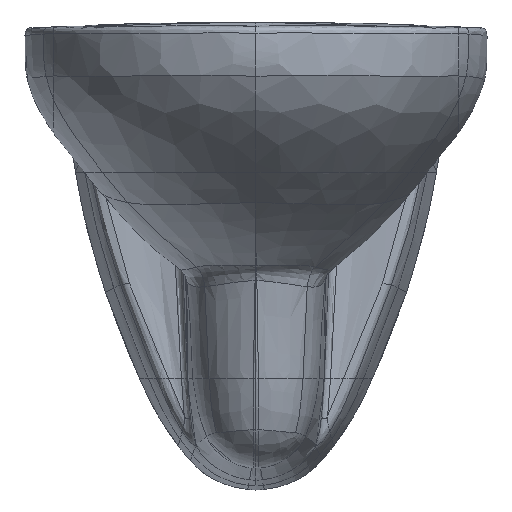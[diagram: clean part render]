
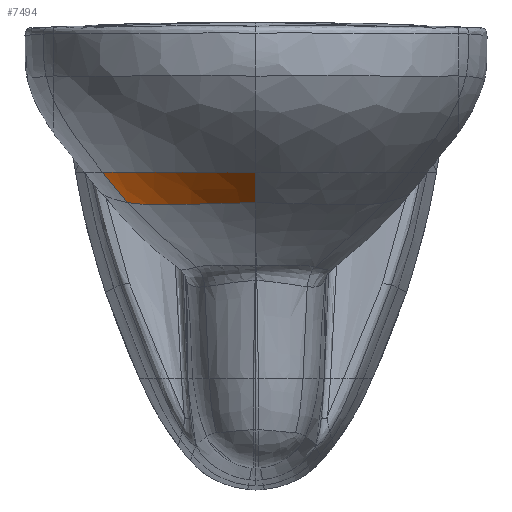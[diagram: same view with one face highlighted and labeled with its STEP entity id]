
A CAD part, front view. The second image highlights one B-rep face of the part: STEP entity #7494.
In plain terms, the highlighted free-form (B-spline) face has degree [3, 3] with [11, 6] control points.
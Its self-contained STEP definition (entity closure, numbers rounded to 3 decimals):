
#677=ORIENTED_EDGE('',*,*,#2997,.T.);
#678=ORIENTED_EDGE('',*,*,#2974,.T.);
#679=ORIENTED_EDGE('',*,*,#2998,.F.);
#680=ORIENTED_EDGE('',*,*,#2999,.F.);
#2974=EDGE_CURVE('',#4132,#4134,#4913,.F.);
#2997=EDGE_CURVE('',#4149,#4132,#4936,.T.);
#2998=EDGE_CURVE('',#4150,#4134,#4937,.F.);
#2999=EDGE_CURVE('',#4149,#4150,#4938,.F.);
#4132=VERTEX_POINT('',#18772);
#4134=VERTEX_POINT('',#18794);
#4149=VERTEX_POINT('',#19837);
#4150=VERTEX_POINT('',#19843);
#4913=B_SPLINE_CURVE_WITH_KNOTS('',3,(#18795,#18796,#18797,#18798,#18799,
#18800,#18801,#18802,#18803,#18804,#18805,#18806,#18807,#18808,#18809,#18810),
 .UNSPECIFIED.,.F.,.F.,(4,1,1,1,1,1,1,1,1,1,1,1,1,4),(0.,5.252,
10.504,21.008,42.016,63.024,84.032,
94.536,105.04,115.544,126.048,136.552,
147.056,168.063),.UNSPECIFIED.);
#4936=B_SPLINE_CURVE_WITH_KNOTS('',3,(#19832,#19833,#19834,#19835,#19836),
 .UNSPECIFIED.,.F.,.F.,(4,1,4),(0.,0.02,0.041),
 .UNSPECIFIED.);
#4937=B_SPLINE_CURVE_WITH_KNOTS('',3,(#19838,#19839,#19840,#19841,#19842),
 .UNSPECIFIED.,.F.,.F.,(4,1,4),(0.751,0.875,1.),
 .UNSPECIFIED.);
#4938=B_SPLINE_CURVE_WITH_KNOTS('',3,(#19844,#19845,#19846,#19847,#19848,
#19849,#19850,#19851,#19852,#19853,#19854,#19855),.UNSPECIFIED.,.F.,.F.,
(4,1,1,1,1,1,1,1,1,4),(-1.,-0.878,-0.756,-0.635,
-0.513,-0.391,-0.269,-0.208,
-0.147,-0.026),.UNSPECIFIED.);
#5924=EDGE_LOOP('',(#677,#678,#679,#680));
#6476=FACE_BOUND('',#5924,.T.);
#7013=B_SPLINE_SURFACE_WITH_KNOTS('',3,3,((#19766,#19767,#19768,#19769,
#19770,#19771),(#19772,#19773,#19774,#19775,#19776,#19777),(#19778,#19779,
#19780,#19781,#19782,#19783),(#19784,#19785,#19786,#19787,#19788,#19789),
(#19790,#19791,#19792,#19793,#19794,#19795),(#19796,#19797,#19798,#19799,
#19800,#19801),(#19802,#19803,#19804,#19805,#19806,#19807),(#19808,#19809,
#19810,#19811,#19812,#19813),(#19814,#19815,#19816,#19817,#19818,#19819),
(#19820,#19821,#19822,#19823,#19824,#19825),(#19826,#19827,#19828,#19829,
#19830,#19831)),.UNSPECIFIED.,.F.,.F.,.F.,(4,1,1,1,1,1,1,1,4),(4,1,1,4),
(0.02,0.125,0.25,0.375,0.5,0.625,0.75,0.875,1.),(0.724,
0.75,0.875,1.),.UNSPECIFIED.);
#7494=ADVANCED_FACE('',(#6476),#7013,.T.);
#18772=CARTESIAN_POINT('',(0.,-452.754,296.));
#18794=CARTESIAN_POINT('',(-120.055,-351.09,296.));
#18795=CARTESIAN_POINT('',(-120.055,-351.09,296.));
#18796=CARTESIAN_POINT('',(-119.466,-352.739,296.));
#18797=CARTESIAN_POINT('',(-118.253,-356.063,296.));
#18798=CARTESIAN_POINT('',(-115.729,-362.62,296.));
#18799=CARTESIAN_POINT('',(-110.963,-373.942,296.));
#18800=CARTESIAN_POINT('',(-102.782,-389.437,296.));
#18801=CARTESIAN_POINT('',(-90.813,-406.728,296.));
#18802=CARTESIAN_POINT('',(-78.672,-419.34,296.));
#18803=CARTESIAN_POINT('',(-67.782,-428.229,296.));
#18804=CARTESIAN_POINT('',(-59.179,-434.299,296.));
#18805=CARTESIAN_POINT('',(-50.237,-439.851,296.));
#18806=CARTESIAN_POINT('',(-40.923,-444.701,296.));
#18807=CARTESIAN_POINT('',(-31.109,-448.433,296.));
#18808=CARTESIAN_POINT('',(-17.498,-451.769,296.));
#18809=CARTESIAN_POINT('',(-6.983,-452.689,296.));
#18810=CARTESIAN_POINT('',(0.,-452.754,296.));
#19766=CARTESIAN_POINT('',(1.863,-454.488,297.377));
#19767=CARTESIAN_POINT('',(1.832,-453.447,296.546));
#19768=CARTESIAN_POINT('',(1.647,-447.31,291.674));
#19769=CARTESIAN_POINT('',(1.316,-435.938,282.942));
#19770=CARTESIAN_POINT('',(0.983,-425.225,275.572));
#19771=CARTESIAN_POINT('',(0.836,-419.831,271.953));
#19772=CARTESIAN_POINT('',(-4.142,-454.461,297.325));
#19773=CARTESIAN_POINT('',(-4.144,-453.415,296.496));
#19774=CARTESIAN_POINT('',(-4.156,-447.25,291.637));
#19775=CARTESIAN_POINT('',(-4.166,-435.837,282.918));
#19776=CARTESIAN_POINT('',(-4.2,-425.101,275.544));
#19777=CARTESIAN_POINT('',(-4.183,-419.692,271.921));
#19778=CARTESIAN_POINT('',(-17.387,-453.556,297.225));
#19779=CARTESIAN_POINT('',(-17.323,-452.499,296.401));
#19780=CARTESIAN_POINT('',(-16.944,-446.274,291.575));
#19781=CARTESIAN_POINT('',(-16.208,-434.759,282.911));
#19782=CARTESIAN_POINT('',(-15.538,-423.977,275.53));
#19783=CARTESIAN_POINT('',(-15.145,-418.519,271.879));
#19784=CARTESIAN_POINT('',(-37.281,-448.07,296.783));
#19785=CARTESIAN_POINT('',(-37.112,-447.027,295.936));
#19786=CARTESIAN_POINT('',(-36.109,-440.878,290.986));
#19787=CARTESIAN_POINT('',(-34.192,-429.371,282.275));
#19788=CARTESIAN_POINT('',(-32.332,-418.529,274.959));
#19789=CARTESIAN_POINT('',(-31.356,-413.078,271.337));
#19790=CARTESIAN_POINT('',(-56.691,-437.574,296.902));
#19791=CARTESIAN_POINT('',(-56.403,-436.562,296.041));
#19792=CARTESIAN_POINT('',(-54.703,-430.599,291.001));
#19793=CARTESIAN_POINT('',(-51.487,-419.483,282.066));
#19794=CARTESIAN_POINT('',(-48.344,-408.946,274.636));
#19795=CARTESIAN_POINT('',(-46.76,-403.675,271.016));
#19796=CARTESIAN_POINT('',(-74.169,-424.286,296.414));
#19797=CARTESIAN_POINT('',(-73.774,-423.321,295.552));
#19798=CARTESIAN_POINT('',(-71.444,-417.631,290.509));
#19799=CARTESIAN_POINT('',(-67.015,-407.008,281.588));
#19800=CARTESIAN_POINT('',(-62.672,-397.02,274.101));
#19801=CARTESIAN_POINT('',(-60.576,-392.036,270.513));
#19802=CARTESIAN_POINT('',(-89.08,-408.929,296.03));
#19803=CARTESIAN_POINT('',(-88.596,-408.02,295.18));
#19804=CARTESIAN_POINT('',(-85.735,-402.662,290.208));
#19805=CARTESIAN_POINT('',(-80.372,-392.705,281.357));
#19806=CARTESIAN_POINT('',(-75.23,-383.419,273.799));
#19807=CARTESIAN_POINT('',(-72.731,-378.815,270.199));
#19808=CARTESIAN_POINT('',(-102.14,-391.53,296.467));
#19809=CARTESIAN_POINT('',(-101.584,-390.704,295.615));
#19810=CARTESIAN_POINT('',(-98.296,-385.837,290.627));
#19811=CARTESIAN_POINT('',(-92.124,-376.828,281.694));
#19812=CARTESIAN_POINT('',(-86.239,-368.464,273.997));
#19813=CARTESIAN_POINT('',(-83.388,-364.329,270.325));
#19814=CARTESIAN_POINT('',(-113.268,-372.811,297.391));
#19815=CARTESIAN_POINT('',(-112.661,-372.089,296.527));
#19816=CARTESIAN_POINT('',(-109.071,-367.83,291.467));
#19817=CARTESIAN_POINT('',(-102.302,-359.924,282.452));
#19818=CARTESIAN_POINT('',(-95.878,-352.613,274.624));
#19819=CARTESIAN_POINT('',(-92.718,-348.988,270.874));
#19820=CARTESIAN_POINT('',(-119.28,-359.529,298.227));
#19821=CARTESIAN_POINT('',(-118.652,-358.883,297.366));
#19822=CARTESIAN_POINT('',(-114.937,-355.073,292.326));
#19823=CARTESIAN_POINT('',(-107.95,-348.021,283.305));
#19824=CARTESIAN_POINT('',(-101.306,-341.513,275.464));
#19825=CARTESIAN_POINT('',(-97.971,-338.257,271.655));
#19826=CARTESIAN_POINT('',(-122.025,-352.981,298.635));
#19827=CARTESIAN_POINT('',(-121.39,-352.369,297.777));
#19828=CARTESIAN_POINT('',(-117.636,-348.766,292.756));
#19829=CARTESIAN_POINT('',(-110.581,-342.096,283.763));
#19830=CARTESIAN_POINT('',(-103.887,-335.945,275.927));
#19831=CARTESIAN_POINT('',(-100.504,-332.868,272.105));
#19832=CARTESIAN_POINT('',(0.,-419.804,271.948));
#19833=CARTESIAN_POINT('',(0.,-425.454,275.74));
#19834=CARTESIAN_POINT('',(0.,-436.653,283.463));
#19835=CARTESIAN_POINT('',(0.,-447.42,291.776));
#19836=CARTESIAN_POINT('',(0.,-452.754,296.));
#19837=CARTESIAN_POINT('',(0.,-419.804,271.948));
#19838=CARTESIAN_POINT('',(-120.055,-351.09,296.));
#19839=CARTESIAN_POINT('',(-116.934,-348.103,291.861));
#19840=CARTESIAN_POINT('',(-110.552,-342.069,283.729));
#19841=CARTESIAN_POINT('',(-103.878,-335.936,275.916));
#19842=CARTESIAN_POINT('',(-100.504,-332.868,272.105));
#19843=CARTESIAN_POINT('',(-100.504,-332.868,272.105));
#19844=CARTESIAN_POINT('',(-100.504,-332.868,272.105));
#19845=CARTESIAN_POINT('',(-98.036,-338.119,271.667));
#19846=CARTESIAN_POINT('',(-92.924,-348.578,270.901));
#19847=CARTESIAN_POINT('',(-83.887,-363.556,270.346));
#19848=CARTESIAN_POINT('',(-73.586,-377.733,270.197));
#19849=CARTESIAN_POINT('',(-61.882,-390.737,270.467));
#19850=CARTESIAN_POINT('',(-48.602,-402.272,270.96));
#19851=CARTESIAN_POINT('',(-36.281,-410.221,271.229));
#19852=CARTESIAN_POINT('',(-25.613,-414.94,271.535));
#19853=CARTESIAN_POINT('',(-14.489,-418.448,271.859));
#19854=CARTESIAN_POINT('',(-5.806,-419.592,271.913));
#19855=CARTESIAN_POINT('',(0.,-419.804,271.948));
